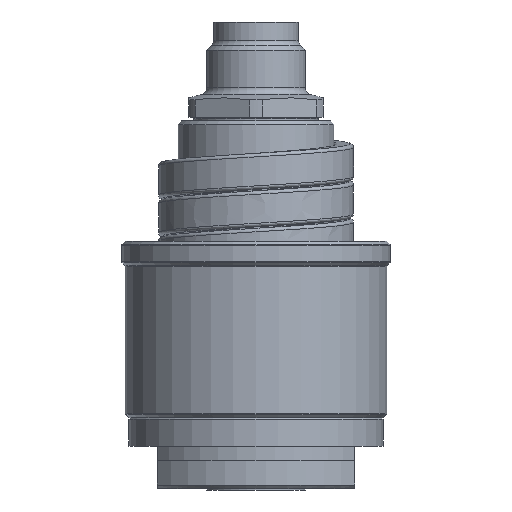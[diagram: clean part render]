
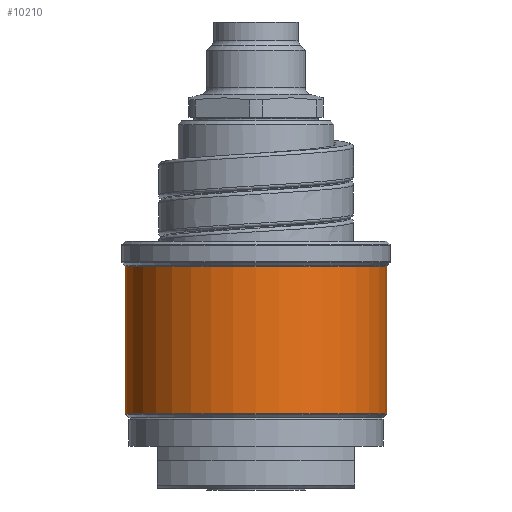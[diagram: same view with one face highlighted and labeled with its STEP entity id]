
A CAD part, front view. The second image highlights one B-rep face of the part: STEP entity #10210.
In plain terms, the highlighted cylindrical face has radius 18.5 mm (diameter 37 mm), a partial arc.
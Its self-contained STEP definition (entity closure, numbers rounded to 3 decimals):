
#3534=CARTESIAN_POINT('',(0.,0.,10.583));
#3535=DIRECTION('',(0.,0.,1.));
#3536=DIRECTION('',(-1.,0.,0.));
#3537=AXIS2_PLACEMENT_3D('',#3534,#3535,#3536);
#3539=DIRECTION('',(0.,0.,-1.));
#3540=VECTOR('',#3539,20.834);
#3541=CARTESIAN_POINT('',(-18.5,0.,31.417));
#3542=LINE('',#3541,#3540);
#3543=CARTESIAN_POINT('',(0.,0.,31.417));
#3544=DIRECTION('',(0.,0.,1.));
#3545=DIRECTION('',(-1.,0.,0.));
#3546=AXIS2_PLACEMENT_3D('',#3543,#3544,#3545);
#3548=DIRECTION('',(0.,0.,-1.));
#3549=VECTOR('',#3548,20.834);
#3550=CARTESIAN_POINT('',(18.5,0.,31.417));
#3551=LINE('',#3550,#3549);
#5401=CARTESIAN_POINT('',(18.5,0.,31.417));
#5402=CARTESIAN_POINT('',(-18.5,0.,31.417));
#5403=VERTEX_POINT('',#5401);
#5404=VERTEX_POINT('',#5402);
#5427=CARTESIAN_POINT('',(18.5,0.,10.583));
#5428=VERTEX_POINT('',#5427);
#5429=CARTESIAN_POINT('',(-18.5,0.,10.583));
#5430=VERTEX_POINT('',#5429);
#10198=CARTESIAN_POINT('',(0.,0.,8.75));
#10199=DIRECTION('',(0.,0.,1.));
#10200=DIRECTION('',(-1.,0.,0.));
#10201=AXIS2_PLACEMENT_3D('',#10198,#10199,#10200);
#10202=CYLINDRICAL_SURFACE('',#10201,18.5);
#10203=ORIENTED_EDGE('',*,*,#8193,.F.);
#10204=ORIENTED_EDGE('',*,*,#8174,.F.);
#10206=ORIENTED_EDGE('',*,*,#10205,.T.);
#10207=ORIENTED_EDGE('',*,*,#8170,.T.);
#10208=EDGE_LOOP('',(#10203,#10204,#10206,#10207));
#10209=FACE_OUTER_BOUND('',#10208,.F.);
#3538=CIRCLE('',#3537,18.5);
#3547=CIRCLE('',#3546,18.5);
#8170=EDGE_CURVE('',#5403,#5428,#3551,.T.);
#8174=EDGE_CURVE('',#5404,#5430,#3542,.T.);
#8193=EDGE_CURVE('',#5430,#5428,#3538,.T.);
#10205=EDGE_CURVE('',#5404,#5403,#3547,.T.);
#10210=ADVANCED_FACE('',(#10209),#10202,.T.);
